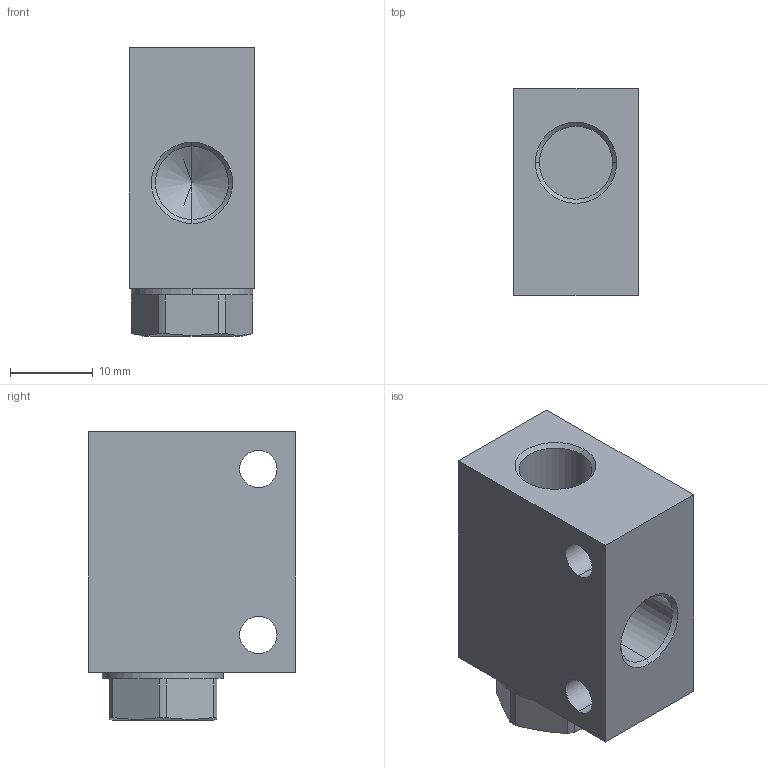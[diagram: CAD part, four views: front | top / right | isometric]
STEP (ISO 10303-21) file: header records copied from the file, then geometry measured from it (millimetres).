
FILE_DESCRIPTION (( 'STEP AP214' ), '1' );
FILE_NAME ('AZ-08.133.4.STEP', '2022-07-05T15:05:24', ( '' ), ( '' ), 'SwSTEP 2.0', 'SolidWorks 2022', '' );
FILE_SCHEMA (( 'AUTOMOTIVE_DESIGN' ));
Length unit declared in the file: millimetre
Products named in the file (1): AZ-08.133.4
Bounding box: 15 x 25 x 34.8 mm (x, y, z)
Volume: 9550 mm3; surface area: 4413.2 mm2
Topology: 1 solids, 1 shells, 44 faces, 106 edges, 67 vertices
Faces by surface type: cylinder 18, plane 16, cone 10
Entity records: 1859 total; most frequent: CARTESIAN_POINT 344, DIRECTION 230, ORIENTED_EDGE 208, EDGE_CURVE 104, AXIS2_PLACEMENT_3D 89, VERTEX_POINT 67, EDGE_LOOP 53, LINE 52
